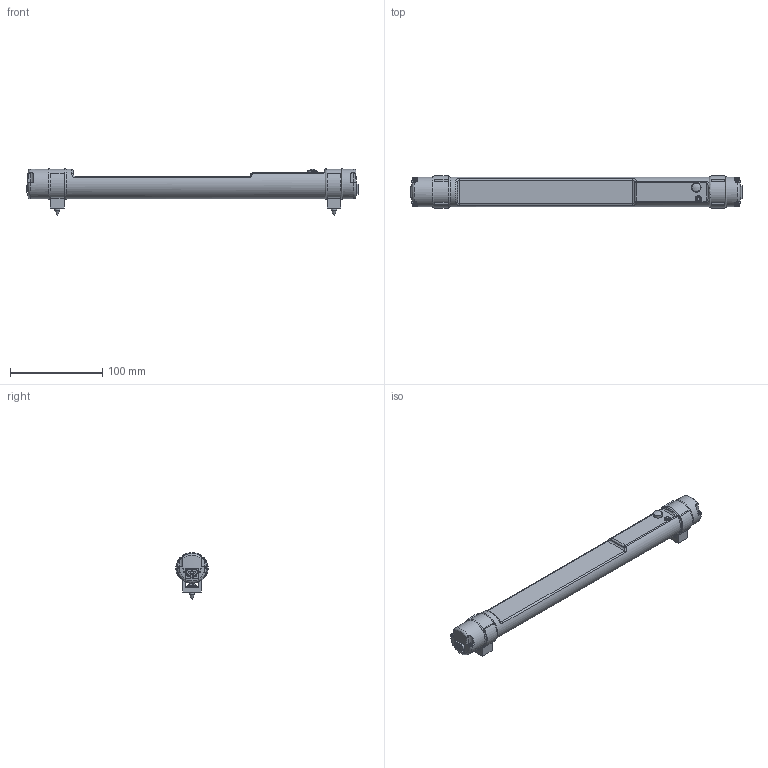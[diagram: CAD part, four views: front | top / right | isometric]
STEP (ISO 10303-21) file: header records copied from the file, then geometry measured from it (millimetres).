
FILE_DESCRIPTION(/* description */ (''),/* implementation_level */ '2;1');
FILE_NAME(/* name */ '01-057-00005_LED-MultiVolt-360-B(Standard).stp',/* time_stamp */ '2019-02-20T10:15:36+01:00',/* author */ ('aswagenknecht'),/* organization */ (''),/* preprocessor_version */ 'ST-DEVELOPER v15.6',/* originating_system */ 'Autodesk Inventor 2015',/* authorisation */ '');
FILE_SCHEMA (('AUTOMOTIVE_DESIGN { 1 0 10303 214 3 1 1 }'));
Length unit declared in the file: centimetre
Products named in the file (1): 01-057-00005_LED-MultiVolt-360-B(Standard)
Bounding box: 360 x 34.91 x 50.75 mm (x, y, z)
Volume: 87730.7 mm3; surface area: 103464.7 mm2
Topology: 2 solids, 12 shells, 5506 faces, 16055 edges, 10641 vertices
Faces by surface type: plane 4810, bspline 286, cylinder 240, cone 99, torus 58, sphere 13
Full cylindrical faces by diameter (mm): 0.45 x6, 1.2 x8, 1.8 x5, 2 x4, 2.2 x5, 2.5 x1, 2.6 x4, 3.25 x1, 3.5 x1, 3.8 x5, 4 x1, 5.5 x2, 5.75 x1, 6 x5, 9.38 x1, 10.4 x1, 12.1 x2, 13 x2, 18 x1, 32 x5
Entity records: 191968 total; most frequent: CARTESIAN_POINT 39383, ORIENTED_EDGE 31796, DIRECTION 30108, EDGE_CURVE 15894, VERTEX_POINT 10580, LINE 10480, VECTOR 10480, AXIS2_PLACEMENT_3D 9814
